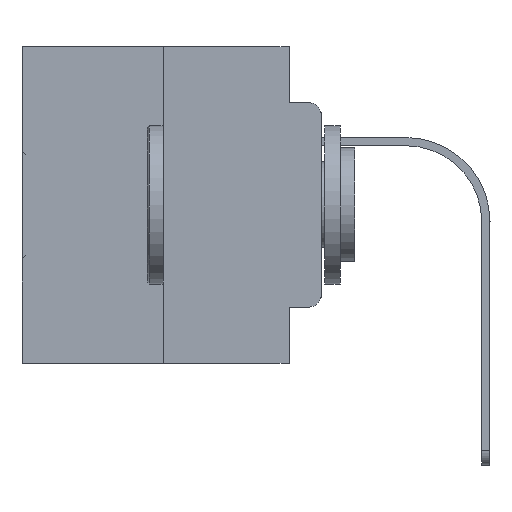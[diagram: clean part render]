
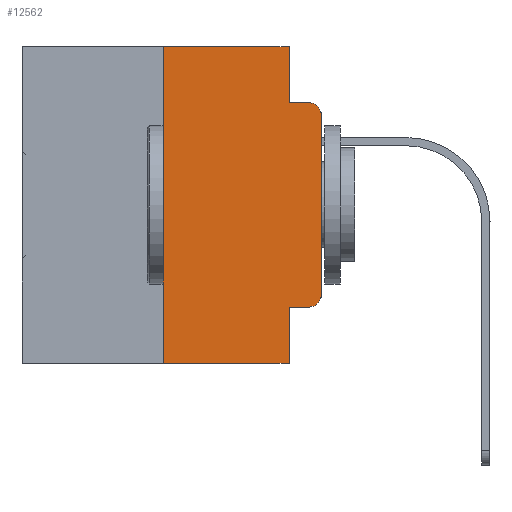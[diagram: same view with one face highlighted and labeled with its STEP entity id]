
A CAD part, left-side view. The second image highlights one B-rep face of the part: STEP entity #12562.
In plain terms, the highlighted planar face has unit normal (-1, 0, 0).
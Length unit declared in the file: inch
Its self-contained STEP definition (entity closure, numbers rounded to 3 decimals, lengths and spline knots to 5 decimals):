
#305 = LINE ( 'NONE', #2821, #14590 ) ;
#451 = DIRECTION ( 'NONE',  ( 0., -1., 0. ) ) ;
#1119 = VERTEX_POINT ( 'NONE', #20421 ) ;
#1227 = DIRECTION ( 'NONE',  ( 0., 0., -1. ) ) ;
#1276 = VERTEX_POINT ( 'NONE', #28227 ) ;
#1293 = AXIS2_PLACEMENT_3D ( 'NONE', #16421, #11827, #6918 ) ;
#1795 = EDGE_CURVE ( 'NONE', #6345, #19926, #15420, .T. ) ;
#2415 = EDGE_CURVE ( 'NONE', #1276, #6345, #3492, .T. ) ;
#2454 = DIRECTION ( 'NONE',  ( 0., 0., 1. ) ) ;
#2748 = ORIENTED_EDGE ( 'NONE', *, *, #18533, .F. ) ;
#2821 = CARTESIAN_POINT ( 'NONE',  ( 0., 0.473, 0. ) ) ;
#2964 = VECTOR ( 'NONE', #7739, 39.37008 ) ;
#3314 = CARTESIAN_POINT ( 'NONE',  ( 0., 0., 0. ) ) ;
#3406 = VECTOR ( 'NONE', #25156, 39.37008 ) ;
#3492 = LINE ( 'NONE', #29989, #6552 ) ;
#4243 = CARTESIAN_POINT ( 'NONE',  ( 0., 0.051, -0.0885 ) ) ;
#4690 = DIRECTION ( 'NONE',  ( 0., 0., -1. ) ) ;
#6262 = EDGE_CURVE ( 'NONE', #23784, #23161, #29792, .T. ) ;
#6345 = VERTEX_POINT ( 'NONE', #22304 ) ;
#6552 = VECTOR ( 'NONE', #22506, 39.37008 ) ;
#6918 = DIRECTION ( 'NONE',  ( 0., 0., -1. ) ) ;
#7016 = ORIENTED_EDGE ( 'NONE', *, *, #1795, .T. ) ;
#7417 = CARTESIAN_POINT ( 'NONE',  ( 0., 0.051, -0.5 ) ) ;
#7515 = FACE_OUTER_BOUND ( 'NONE', #14030, .T. ) ;
#7739 = DIRECTION ( 'NONE',  ( 0., -1., 0. ) ) ;
#8248 = AXIS2_PLACEMENT_3D ( 'NONE', #26742, #15001, #1227 ) ;
#8298 = CARTESIAN_POINT ( 'NONE',  ( 0., 0.02, -0.0885 ) ) ;
#9738 = EDGE_CURVE ( 'NONE', #22066, #1119, #11493, .T. ) ;
#10682 = ORIENTED_EDGE ( 'NONE', *, *, #10800, .T. ) ;
#10800 = EDGE_CURVE ( 'NONE', #27995, #25433, #23428, .T. ) ;
#11045 = LINE ( 'NONE', #4243, #25907 ) ;
#11493 = LINE ( 'NONE', #21141, #24384 ) ;
#11827 = DIRECTION ( 'NONE',  ( -1., 0., 0. ) ) ;
#12562 = ADVANCED_FACE ( 'NONE', ( #7515 ), #17324, .F. ) ;
#12594 = DIRECTION ( 'NONE',  ( 1., 0., 0. ) ) ;
#12641 = CARTESIAN_POINT ( 'NONE',  ( 0., 0.051, 0. ) ) ;
#14030 = EDGE_LOOP ( 'NONE', ( #20689, #10682, #14064, #14328, #28871, #2748, #20231, #28366, #18352, #7016 ) ) ;
#14064 = ORIENTED_EDGE ( 'NONE', *, *, #17936, .F. ) ;
#14328 = ORIENTED_EDGE ( 'NONE', *, *, #9738, .F. ) ;
#14543 = VERTEX_POINT ( 'NONE', #17082 ) ;
#14590 = VECTOR ( 'NONE', #451, 39.37008 ) ;
#14623 = CARTESIAN_POINT ( 'NONE',  ( 0., 0.25, 0. ) ) ;
#14967 = CARTESIAN_POINT ( 'NONE',  ( 0., 0.473, 0. ) ) ;
#15001 = DIRECTION ( 'NONE',  ( -1., 0., 0. ) ) ;
#15069 = CARTESIAN_POINT ( 'NONE',  ( 0., 0., -0.1085 ) ) ;
#15420 = CIRCLE ( 'NONE', #1293, 0.02 ) ;
#15827 = LINE ( 'NONE', #3314, #3406 ) ;
#16095 = CARTESIAN_POINT ( 'NONE',  ( 0., 0.051, 0. ) ) ;
#16247 = DIRECTION ( 'NONE',  ( 0., 0., -1. ) ) ;
#16421 = CARTESIAN_POINT ( 'NONE',  ( 0., 0.02, -0.3915 ) ) ;
#16532 = LINE ( 'NONE', #14623, #23821 ) ;
#16691 = CARTESIAN_POINT ( 'NONE',  ( 0., 0., -0.3915 ) ) ;
#17082 = CARTESIAN_POINT ( 'NONE',  ( 0., 0.25, 0. ) ) ;
#17324 = PLANE ( 'NONE',  #20803 ) ;
#17936 = EDGE_CURVE ( 'NONE', #1119, #25433, #11045, .T. ) ;
#18352 = ORIENTED_EDGE ( 'NONE', *, *, #2415, .T. ) ;
#18476 = LINE ( 'NONE', #16095, #28243 ) ;
#18533 = EDGE_CURVE ( 'NONE', #23784, #14543, #16532, .T. ) ;
#19926 = VERTEX_POINT ( 'NONE', #16691 ) ;
#20231 = ORIENTED_EDGE ( 'NONE', *, *, #6262, .T. ) ;
#20386 = CARTESIAN_POINT ( 'NONE',  ( 0., 0.473, -0.5 ) ) ;
#20421 = CARTESIAN_POINT ( 'NONE',  ( 0., 0.051, -0.0885 ) ) ;
#20689 = ORIENTED_EDGE ( 'NONE', *, *, #29352, .T. ) ;
#20803 = AXIS2_PLACEMENT_3D ( 'NONE', #14967, #12594, #4690 ) ;
#21141 = CARTESIAN_POINT ( 'NONE',  ( 0., 0.051, 0. ) ) ;
#22066 = VERTEX_POINT ( 'NONE', #12641 ) ;
#22304 = CARTESIAN_POINT ( 'NONE',  ( 0., 0.02, -0.4115 ) ) ;
#22506 = DIRECTION ( 'NONE',  ( 0., -1., 0. ) ) ;
#23161 = VERTEX_POINT ( 'NONE', #7417 ) ;
#23428 = CIRCLE ( 'NONE', #8248, 0.02 ) ;
#23562 = DIRECTION ( 'NONE',  ( 0., -1., 0. ) ) ;
#23784 = VERTEX_POINT ( 'NONE', #24785 ) ;
#23821 = VECTOR ( 'NONE', #2454, 39.37008 ) ;
#24384 = VECTOR ( 'NONE', #30852, 39.37008 ) ;
#24785 = CARTESIAN_POINT ( 'NONE',  ( 0., 0.25, -0.5 ) ) ;
#25156 = DIRECTION ( 'NONE',  ( 0., 0., 1. ) ) ;
#25433 = VERTEX_POINT ( 'NONE', #8298 ) ;
#25907 = VECTOR ( 'NONE', #23562, 39.37008 ) ;
#26742 = CARTESIAN_POINT ( 'NONE',  ( 0., 0.02, -0.1085 ) ) ;
#27995 = VERTEX_POINT ( 'NONE', #15069 ) ;
#28227 = CARTESIAN_POINT ( 'NONE',  ( 0., 0.051, -0.4115 ) ) ;
#28243 = VECTOR ( 'NONE', #16247, 39.37008 ) ;
#28366 = ORIENTED_EDGE ( 'NONE', *, *, #29979, .F. ) ;
#28871 = ORIENTED_EDGE ( 'NONE', *, *, #29697, .F. ) ;
#29352 = EDGE_CURVE ( 'NONE', #19926, #27995, #15827, .T. ) ;
#29697 = EDGE_CURVE ( 'NONE', #14543, #22066, #305, .T. ) ;
#29792 = LINE ( 'NONE', #20386, #2964 ) ;
#29979 = EDGE_CURVE ( 'NONE', #1276, #23161, #18476, .T. ) ;
#29989 = CARTESIAN_POINT ( 'NONE',  ( 0., 0.051, -0.4115 ) ) ;
#30852 = DIRECTION ( 'NONE',  ( 0., 0., -1. ) ) ;
